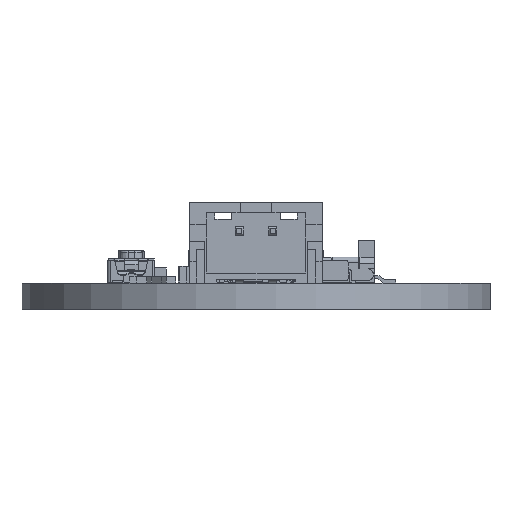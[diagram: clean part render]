
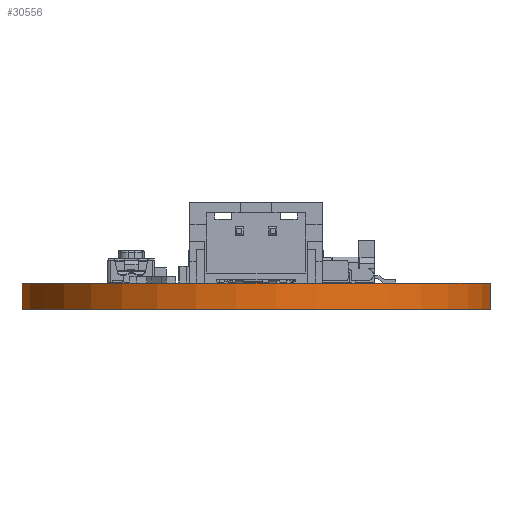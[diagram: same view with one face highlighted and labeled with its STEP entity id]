
A CAD part, front view. The second image highlights one B-rep face of the part: STEP entity #30556.
In plain terms, the highlighted cylindrical face has radius 13.993 mm (diameter 27.986 mm), a partial arc.
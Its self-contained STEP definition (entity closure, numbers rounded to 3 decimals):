
#1658=FACE_OUTER_BOUND('',#3270,.T.);
#3270=EDGE_LOOP('',(#20841,#20842,#20843,#20844));
#4989=LINE('',#43113,#8838);
#4991=LINE('',#43116,#8840);
#8838=VECTOR('',#34824,10.);
#8840=VECTOR('',#34826,10.);
#12704=CIRCLE('',#32418,13.993);
#12705=CIRCLE('',#32419,13.993);
#13320=VERTEX_POINT('',#43109);
#13321=VERTEX_POINT('',#43110);
#13322=VERTEX_POINT('',#43112);
#13323=VERTEX_POINT('',#43114);
#16283=EDGE_CURVE('',#13320,#13322,#4989,.T.);
#16285=EDGE_CURVE('',#13321,#13323,#4991,.T.);
#16286=EDGE_CURVE('',#13320,#13321,#12704,.T.);
#16287=EDGE_CURVE('',#13322,#13323,#12705,.T.);
#20841=ORIENTED_EDGE('',*,*,#16286,.T.);
#20842=ORIENTED_EDGE('',*,*,#16285,.T.);
#20843=ORIENTED_EDGE('',*,*,#16287,.F.);
#20844=ORIENTED_EDGE('',*,*,#16283,.F.);
#29731=CYLINDRICAL_SURFACE('',#32417,13.993);
#30556=ADVANCED_FACE('',(#1658),#29731,.T.);
#32417=AXIS2_PLACEMENT_3D('',#43117,#34827,#34828);
#32418=AXIS2_PLACEMENT_3D('',#43118,#34829,#34830);
#32419=AXIS2_PLACEMENT_3D('',#43119,#34831,#34832);
#34824=DIRECTION('',(0.,0.,1.));
#34826=DIRECTION('',(0.,0.,1.));
#34827=DIRECTION('center_axis',(0.,0.,1.));
#34828=DIRECTION('ref_axis',(0.,-1.,0.));
#34829=DIRECTION('center_axis',(0.,0.,1.));
#34830=DIRECTION('ref_axis',(-0.272,0.962,0.));
#34831=DIRECTION('center_axis',(0.,0.,1.));
#34832=DIRECTION('ref_axis',(-0.272,0.962,0.));
#43109=CARTESIAN_POINT('',(-3.81,13.462,0.));
#43110=CARTESIAN_POINT('',(3.81,13.462,0.));
#43112=CARTESIAN_POINT('',(-3.81,13.462,1.57));
#43113=CARTESIAN_POINT('',(-3.81,13.462,0.));
#43114=CARTESIAN_POINT('',(3.81,13.462,1.57));
#43116=CARTESIAN_POINT('',(3.81,13.462,0.));
#43117=CARTESIAN_POINT('Origin',(0.,-0.002,
0.));
#43118=CARTESIAN_POINT('Origin',(0.,-0.002,
0.));
#43119=CARTESIAN_POINT('Origin',(0.,-0.002,
1.57));
